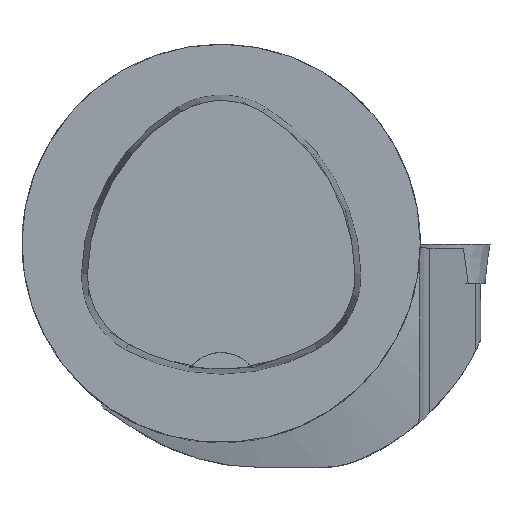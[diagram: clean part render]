
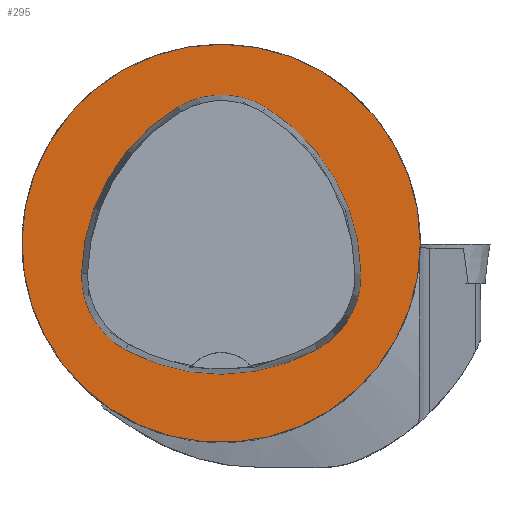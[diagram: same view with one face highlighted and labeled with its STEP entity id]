
A CAD part, top view. The second image highlights one B-rep face of the part: STEP entity #295.
In plain terms, the highlighted planar face has unit normal (0, 0, 1).
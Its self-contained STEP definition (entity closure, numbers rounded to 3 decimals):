
#295=ADVANCED_FACE('',(#378,#379),#335,.T.);
#335=PLANE('',#1110);
#378=FACE_BOUND('',#429,.T.);
#379=FACE_BOUND('',#430,.T.);
#429=EDGE_LOOP('',(#603,#604,#605,#606,#607,#608));
#430=EDGE_LOOP('',(#609));
#603=ORIENTED_EDGE('',*,*,#888,.F.);
#604=ORIENTED_EDGE('',*,*,#883,.F.);
#605=ORIENTED_EDGE('',*,*,#878,.F.);
#606=ORIENTED_EDGE('',*,*,#875,.F.);
#607=ORIENTED_EDGE('',*,*,#872,.F.);
#608=ORIENTED_EDGE('',*,*,#868,.F.);
#609=ORIENTED_EDGE('',*,*,#827,.T.);
#739=VERTEX_POINT('',#1635);
#771=VERTEX_POINT('',#1753);
#772=VERTEX_POINT('',#1754);
#775=VERTEX_POINT('',#1762);
#777=VERTEX_POINT('',#1768);
#779=VERTEX_POINT('',#1774);
#783=VERTEX_POINT('',#1787);
#827=EDGE_CURVE('',#739,#739,#922,.T.);
#868=EDGE_CURVE('',#771,#772,#930,.T.);
#872=EDGE_CURVE('',#772,#775,#932,.T.);
#875=EDGE_CURVE('',#775,#777,#934,.T.);
#878=EDGE_CURVE('',#777,#779,#936,.T.);
#883=EDGE_CURVE('',#779,#783,#939,.T.);
#888=EDGE_CURVE('',#783,#771,#942,.T.);
#922=CIRCLE('',#1063,20.);
#930=CIRCLE('',#1088,20.);
#932=CIRCLE('',#1091,8.5);
#934=CIRCLE('',#1094,20.);
#936=CIRCLE('',#1097,8.5);
#939=CIRCLE('',#1101,20.);
#942=CIRCLE('',#1105,8.5);
#1063=AXIS2_PLACEMENT_3D('',#1634,#1233,#1234);
#1088=AXIS2_PLACEMENT_3D('',#1752,#1296,#1297);
#1091=AXIS2_PLACEMENT_3D('',#1761,#1304,#1305);
#1094=AXIS2_PLACEMENT_3D('',#1767,#1311,#1312);
#1097=AXIS2_PLACEMENT_3D('',#1773,#1318,#1319);
#1101=AXIS2_PLACEMENT_3D('',#1786,#1327,#1328);
#1105=AXIS2_PLACEMENT_3D('',#1799,#1336,#1337);
#1110=AXIS2_PLACEMENT_3D('',#1804,#1346,#1347);
#1233=DIRECTION('',(0.,0.,1.));
#1234=DIRECTION('',(1.,0.,0.));
#1296=DIRECTION('',(0.,0.,1.));
#1297=DIRECTION('',(1.,0.,0.));
#1304=DIRECTION('',(0.,0.,1.));
#1305=DIRECTION('',(1.,0.,0.));
#1311=DIRECTION('',(0.,0.,1.));
#1312=DIRECTION('',(1.,0.,0.));
#1318=DIRECTION('',(0.,0.,1.));
#1319=DIRECTION('',(1.,0.,0.));
#1327=DIRECTION('',(0.,0.,1.));
#1328=DIRECTION('',(1.,0.,0.));
#1336=DIRECTION('',(0.,0.,1.));
#1337=DIRECTION('',(1.,0.,0.));
#1346=DIRECTION('',(0.,0.,1.));
#1347=DIRECTION('',(-1.,0.,0.));
#1634=CARTESIAN_POINT('',(0.,0.,0.));
#1635=CARTESIAN_POINT('',(20.,0.,0.));
#1752=CARTESIAN_POINT('',(-5.955,-3.414,0.));
#1753=CARTESIAN_POINT('',(14.041,-3.042,0.));
#1754=CARTESIAN_POINT('',(4.472,13.653,0.));
#1761=CARTESIAN_POINT('',(0.04,6.4,0.));
#1762=CARTESIAN_POINT('',(-4.347,13.68,0.));
#1767=CARTESIAN_POINT('',(5.976,-3.45,0.));
#1768=CARTESIAN_POINT('',(-14.021,-3.075,0.));
#1773=CARTESIAN_POINT('',(-5.522,-3.235,0.));
#1774=CARTESIAN_POINT('',(-9.588,-10.699,0.));
#1786=CARTESIAN_POINT('',(-0.022,6.864,0.));
#1787=CARTESIAN_POINT('',(9.655,-10.639,0.));
#1799=CARTESIAN_POINT('',(5.543,-3.2,0.));
#1804=CARTESIAN_POINT('',(0.,0.,0.));
